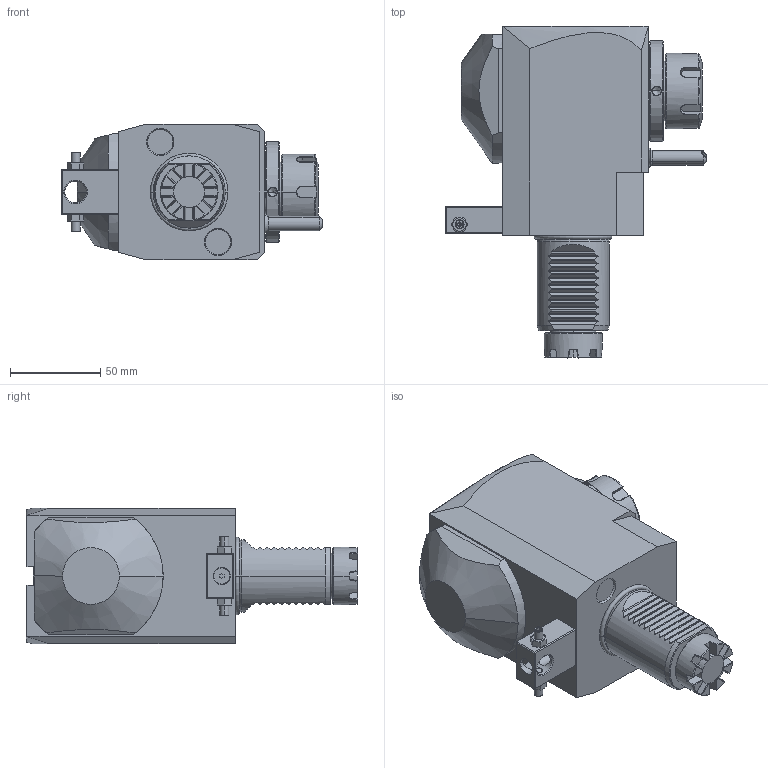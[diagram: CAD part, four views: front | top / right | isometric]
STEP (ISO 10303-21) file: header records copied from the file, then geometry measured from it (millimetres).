
FILE_DESCRIPTION((''),'2;1');
FILE_NAME('NGT1_40_241_25_2_3_80','2023-03-13T',('vali'),('NOVA GRUP'),'PRO/ENGINEER BY PARAMETRIC TECHNOLOGY CORPORATION, 2010280','PRO/ENGINEER BY PARAMETRIC TECHNOLOGY CORPORATION, 2010280','');
FILE_SCHEMA(('CONFIG_CONTROL_DESIGN'));
Length unit declared in the file: millimetre
Products named in the file (1): NGT1_40_241_25_2_3_80
Bounding box: 145.14 x 184 x 75 mm (x, y, z)
Volume: 873656.4 mm3; surface area: 72131.5 mm2
Topology: 1 solids, 1 shells, 547 faces, 1437 edges, 898 vertices
Faces by surface type: plane 263, cone 100, cylinder 94, bspline 70, torus 16, extrusion 2, sphere 2
Entity records: 22882 total; most frequent: CARTESIAN_POINT 10502, ORIENTED_EDGE 2834, DIRECTION 2130, EDGE_CURVE 1417, VERTEX_POINT 898, AXIS2_PLACEMENT_3D 746, VECTOR 638, LINE 636
